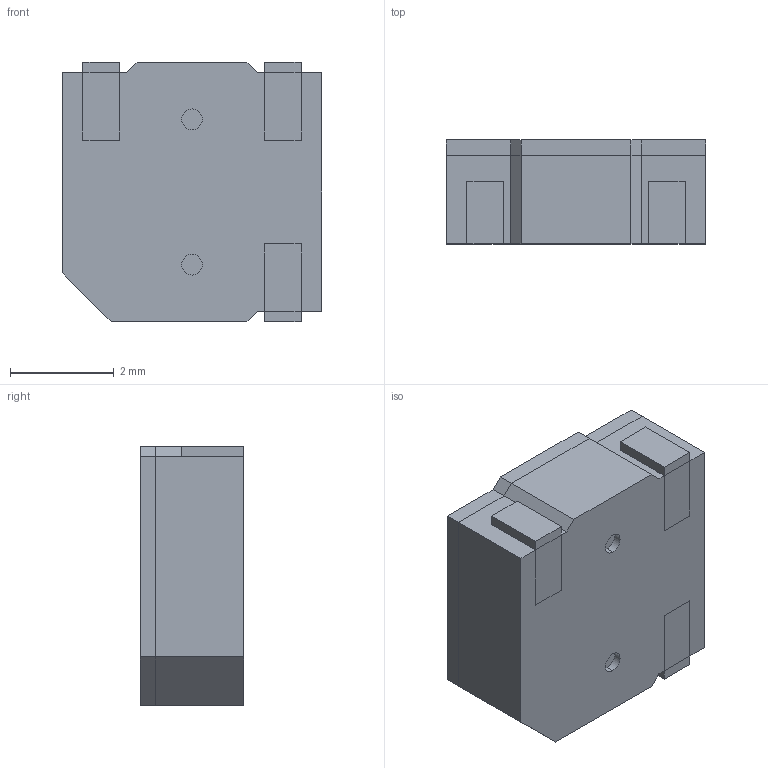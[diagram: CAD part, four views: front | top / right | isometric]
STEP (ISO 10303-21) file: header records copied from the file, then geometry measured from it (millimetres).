
FILE_DESCRIPTION (( 'STEP AP214' ), '1' );
FILE_NAME ('LET5020DS三维装配20.5.27.STEP', '2020-05-27T10:02:05', ( 'AutoBVT' ), ( 'Microsoft' ), 'SwSTEP 2.0', 'SolidWorks 2016', '' );
FILE_SCHEMA (( 'AUTOMOTIVE_DESIGN' ));
Length unit declared in the file: millimetre
Products named in the file (3): 錨璃1_1; 錨璃2; LET5020DS三维装配20.5.27
Assembly tree (2 placements, depth 2):
  LET5020DS三维装配20.5.27
    錨璃2
    錨璃1_1
Bounding box: 5 x 2 x 5 mm (x, y, z)
Volume: 42.6 mm3; surface area: 159.1 mm2
Topology: 8 solids, 8 shells, 91 faces, 210 edges, 140 vertices
Faces by surface type: plane 79, cylinder 12
Entity records: 3442 total; most frequent: CARTESIAN_POINT 446, DIRECTION 426, ORIENTED_EDGE 420, EDGE_CURVE 210, VECTOR 186, LINE 186, VERTEX_POINT 140, AXIS2_PLACEMENT_3D 120
